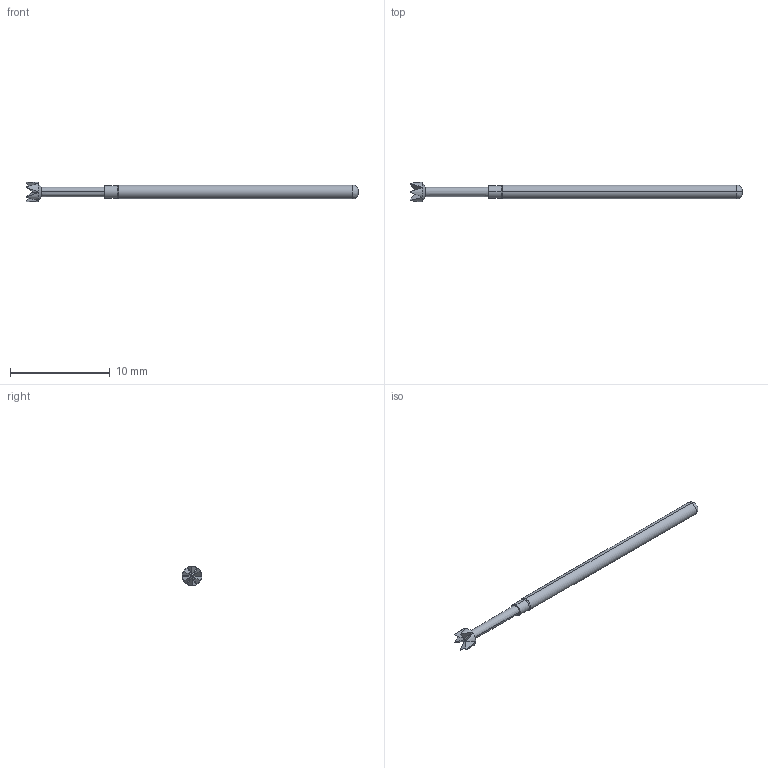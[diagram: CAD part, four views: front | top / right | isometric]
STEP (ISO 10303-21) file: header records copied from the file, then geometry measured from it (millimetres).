
FILE_DESCRIPTION (( 'STEP AP214' ), '1' );
FILE_NAME ('100-2556.STEP', '2021-10-07T16:03:31', ( '' ), ( '' ), 'SwSTEP 2.0', 'SolidWorks 2020', '' );
FILE_SCHEMA (( 'AUTOMOTIVE_DESIGN' ));
Length unit declared in the file: inch
Products named in the file (1): 100-2556
Bounding box: 33.27 x 1.96 x 1.96 mm (x, y, z)
Volume: 43.3 mm3; surface area: 142 mm2
Topology: 1 solids, 1 shells, 42 faces, 102 edges, 63 vertices
Faces by surface type: bspline 18, plane 8, cone 8, cylinder 6, torus 2
Entity records: 4528 total; most frequent: CARTESIAN_POINT 3538, ORIENTED_EDGE 204, DIRECTION 112, EDGE_CURVE 102, B_SPLINE_CURVE_WITH_KNOTS 64, VERTEX_POINT 63, AXIS2_PLACEMENT_3D 49, EDGE_LOOP 43
